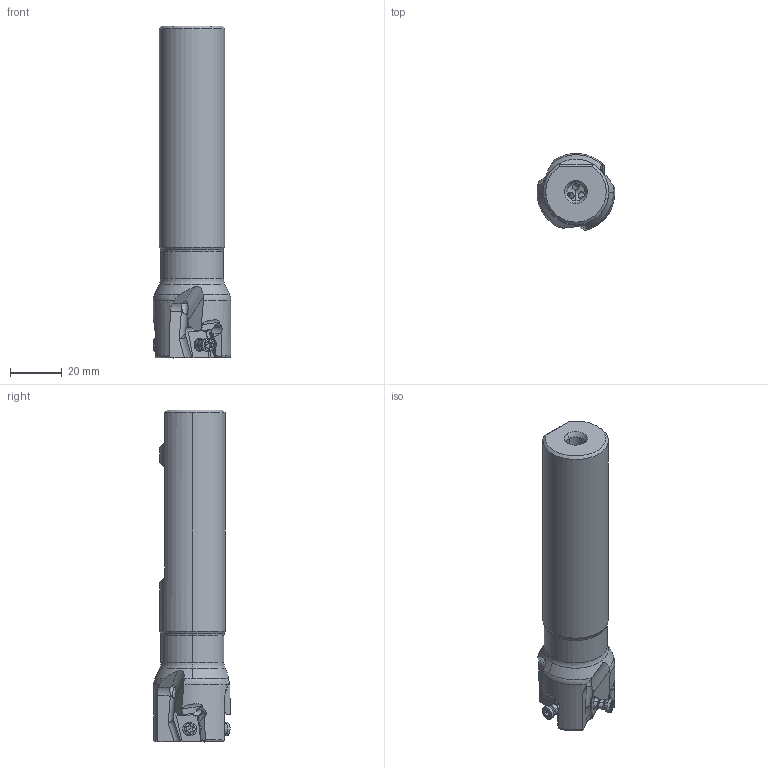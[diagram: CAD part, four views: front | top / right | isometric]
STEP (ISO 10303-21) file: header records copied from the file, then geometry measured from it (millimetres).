
FILE_DESCRIPTION(/* description */ (''),/* implementation_level */ '2;1');
FILE_NAME(/* name */ 'VPX300UR2003FA16S.stp',/* time_stamp */ '2025-07-08T15:59:12+09:00',/* author */ (''),/* organization */ (''),/* preprocessor_version */ 'ST-DEVELOPER v18.101',/* originating_system */ 'SIEMENS PLM Software NX 2011',/* authorisation */ '');
FILE_SCHEMA (('AUTOMOTIVE_DESIGN { 1 0 10303 214 3 1 1 1 }'));
Length unit declared in the file: millimetre
Products named in the file (1): VPX300UR2003FA16S_ASM
Bounding box: 30.15 x 29.75 x 128.57 mm (x, y, z)
Volume: 60252.9 mm3; surface area: 15311.8 mm2
Topology: 4 solids, 4 shells, 331 faces, 949 edges, 629 vertices
Faces by surface type: cylinder 137, plane 93, cone 45, torus 35, extrusion 12, sphere 6, bspline 3
Entity records: 12750 total; most frequent: CARTESIAN_POINT 4336, ORIENTED_EDGE 1866, DIRECTION 1577, EDGE_CURVE 933, AXIS2_PLACEMENT_3D 629, VERTEX_POINT 623, EDGE_LOOP 350, B_SPLINE_CURVE_WITH_KNOTS 345
